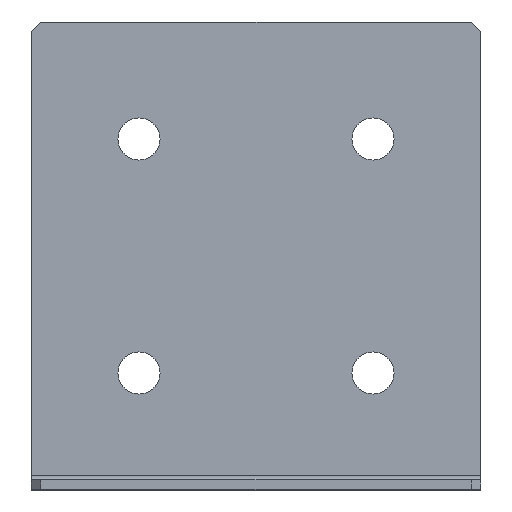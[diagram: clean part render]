
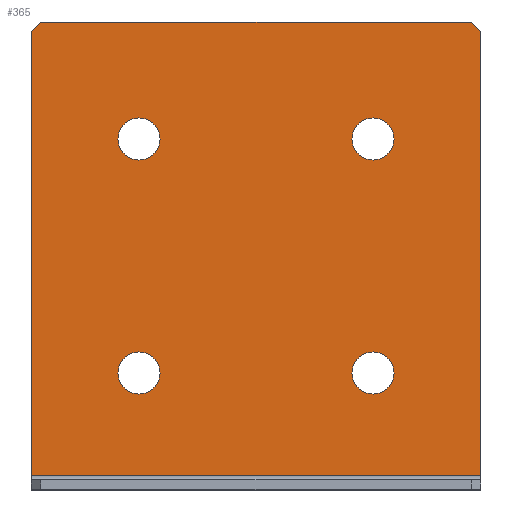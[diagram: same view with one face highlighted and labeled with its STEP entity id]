
A CAD part, top view. The second image highlights one B-rep face of the part: STEP entity #365.
In plain terms, the highlighted planar face has unit normal (0, 0, 1).
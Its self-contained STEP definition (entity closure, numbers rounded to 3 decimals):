
#9 = CARTESIAN_POINT ( 'NONE',  ( -29.5, 25., 2. ) ) ;
#15 = CARTESIAN_POINT ( 'NONE',  ( 25., 25., 2. ) ) ;
#18 = ORIENTED_EDGE ( 'NONE', *, *, #850, .F. ) ;
#26 = CARTESIAN_POINT ( 'NONE',  ( -20.5, 75., 2. ) ) ;
#58 = EDGE_CURVE ( 'NONE', #488, #924, #1008, .T. ) ;
#66 = AXIS2_PLACEMENT_3D ( 'NONE', #242, #673, #76 ) ;
#67 = AXIS2_PLACEMENT_3D ( 'NONE', #80, #926, #419 ) ;
#69 = AXIS2_PLACEMENT_3D ( 'NONE', #348, #435, #696 ) ;
#74 = VERTEX_POINT ( 'NONE', #161 ) ;
#76 = DIRECTION ( 'NONE',  ( 1., 0., 0. ) ) ;
#80 = CARTESIAN_POINT ( 'NONE',  ( 25., 75., 2. ) ) ;
#87 = EDGE_CURVE ( 'NONE', #924, #816, #765, .T. ) ;
#91 = VERTEX_POINT ( 'NONE', #590 ) ;
#97 = CARTESIAN_POINT ( 'NONE',  ( 29.5, 75., 2. ) ) ;
#101 = EDGE_CURVE ( 'NONE', #909, #989, #492, .T. ) ;
#102 = CIRCLE ( 'NONE', #733, 4.5 ) ;
#107 = ORIENTED_EDGE ( 'NONE', *, *, #957, .F. ) ;
#117 = EDGE_LOOP ( 'NONE', ( #233, #971 ) ) ;
#128 = LINE ( 'NONE', #804, #1028 ) ;
#131 = ORIENTED_EDGE ( 'NONE', *, *, #569, .F. ) ;
#133 = ORIENTED_EDGE ( 'NONE', *, *, #1010, .T. ) ;
#135 = ORIENTED_EDGE ( 'NONE', *, *, #58, .T. ) ;
#141 = FACE_BOUND ( 'NONE', #705, .T. ) ;
#155 = VECTOR ( 'NONE', #582, 1000. ) ;
#161 = CARTESIAN_POINT ( 'NONE',  ( 48., 3., 2. ) ) ;
#173 = CIRCLE ( 'NONE', #319, 4.5 ) ;
#182 = DIRECTION ( 'NONE',  ( 1., 0., 0. ) ) ;
#192 = CARTESIAN_POINT ( 'NONE',  ( 48., 3., 2. ) ) ;
#198 = CARTESIAN_POINT ( 'NONE',  ( 48., 98., 2. ) ) ;
#200 = EDGE_CURVE ( 'NONE', #631, #488, #281, .T. ) ;
#209 = CARTESIAN_POINT ( 'NONE',  ( -48., 3., 2. ) ) ;
#214 = DIRECTION ( 'NONE',  ( 0., 0., 1. ) ) ;
#233 = ORIENTED_EDGE ( 'NONE', *, *, #101, .F. ) ;
#242 = CARTESIAN_POINT ( 'NONE',  ( -25., 75., 2. ) ) ;
#278 = VERTEX_POINT ( 'NONE', #9 ) ;
#281 = LINE ( 'NONE', #198, #454 ) ;
#294 = CARTESIAN_POINT ( 'NONE',  ( 0., 0., 2. ) ) ;
#295 = EDGE_LOOP ( 'NONE', ( #107, #781 ) ) ;
#319 = AXIS2_PLACEMENT_3D ( 'NONE', #521, #885, #182 ) ;
#323 = ORIENTED_EDGE ( 'NONE', *, *, #200, .T. ) ;
#338 = CARTESIAN_POINT ( 'NONE',  ( 25., 75., 2. ) ) ;
#342 = DIRECTION ( 'NONE',  ( 0., 0., 1. ) ) ;
#348 = CARTESIAN_POINT ( 'NONE',  ( -25., 25., 2. ) ) ;
#358 = CARTESIAN_POINT ( 'NONE',  ( -46., 100., 2. ) ) ;
#365 = ADVANCED_FACE ( 'NONE', ( #649, #381, #817, #474, #141 ), #482, .F. ) ;
#381 = FACE_BOUND ( 'NONE', #295, .T. ) ;
#384 = CIRCLE ( 'NONE', #69, 4.5 ) ;
#386 = VERTEX_POINT ( 'NONE', #906 ) ;
#398 = DIRECTION ( 'NONE',  ( 0., 1., 0. ) ) ;
#411 = CARTESIAN_POINT ( 'NONE',  ( 48., 0., 2. ) ) ;
#419 = DIRECTION ( 'NONE',  ( 1., 0., 0. ) ) ;
#429 = DIRECTION ( 'NONE',  ( 1., 0., 0. ) ) ;
#435 = DIRECTION ( 'NONE',  ( 0., 0., 1. ) ) ;
#442 = CARTESIAN_POINT ( 'NONE',  ( -25., 25., 2. ) ) ;
#443 = DIRECTION ( 'NONE',  ( -0.707, 0.707, 0. ) ) ;
#446 = VERTEX_POINT ( 'NONE', #757 ) ;
#454 = VECTOR ( 'NONE', #443, 1000. ) ;
#466 = DIRECTION ( 'NONE',  ( 0., -1., 0. ) ) ;
#469 = ORIENTED_EDGE ( 'NONE', *, *, #87, .T. ) ;
#474 = FACE_BOUND ( 'NONE', #117, .T. ) ;
#480 = CARTESIAN_POINT ( 'NONE',  ( -29.5, 75., 2. ) ) ;
#482 = PLANE ( 'NONE',  #803 ) ;
#486 = EDGE_CURVE ( 'NONE', #74, #631, #1035, .T. ) ;
#488 = VERTEX_POINT ( 'NONE', #671 ) ;
#492 = CIRCLE ( 'NONE', #66, 4.5 ) ;
#498 = CARTESIAN_POINT ( 'NONE',  ( -46., 100., 2. ) ) ;
#504 = EDGE_CURVE ( 'NONE', #446, #860, #1040, .T. ) ;
#520 = DIRECTION ( 'NONE',  ( 0., 0., 1. ) ) ;
#521 = CARTESIAN_POINT ( 'NONE',  ( 25., 25., 2. ) ) ;
#525 = CARTESIAN_POINT ( 'NONE',  ( 48., 98., 2. ) ) ;
#549 = AXIS2_PLACEMENT_3D ( 'NONE', #15, #342, #955 ) ;
#553 = DIRECTION ( 'NONE',  ( 1., 0., 0. ) ) ;
#569 = EDGE_CURVE ( 'NONE', #386, #1058, #879, .T. ) ;
#582 = DIRECTION ( 'NONE',  ( -0.707, -0.707, 0. ) ) ;
#584 = AXIS2_PLACEMENT_3D ( 'NONE', #1122, #520, #605 ) ;
#588 = EDGE_CURVE ( 'NONE', #989, #909, #768, .T. ) ;
#590 = CARTESIAN_POINT ( 'NONE',  ( -20.5, 25., 2. ) ) ;
#605 = DIRECTION ( 'NONE',  ( 1., 0., 0. ) ) ;
#606 = DIRECTION ( 'NONE',  ( -1., 0., 0. ) ) ;
#612 = EDGE_CURVE ( 'NONE', #278, #91, #384, .T. ) ;
#623 = CARTESIAN_POINT ( 'NONE',  ( -48., 98., 2. ) ) ;
#630 = DIRECTION ( 'NONE',  ( -1., 0., 0. ) ) ;
#631 = VERTEX_POINT ( 'NONE', #525 ) ;
#649 = FACE_BOUND ( 'NONE', #756, .T. ) ;
#652 = ORIENTED_EDGE ( 'NONE', *, *, #612, .F. ) ;
#660 = ORIENTED_EDGE ( 'NONE', *, *, #486, .T. ) ;
#671 = CARTESIAN_POINT ( 'NONE',  ( 46., 100., 2. ) ) ;
#673 = DIRECTION ( 'NONE',  ( 0., 0., 1. ) ) ;
#696 = DIRECTION ( 'NONE',  ( 1., 0., 0. ) ) ;
#705 = EDGE_LOOP ( 'NONE', ( #958, #652 ) ) ;
#712 = VECTOR ( 'NONE', #606, 1000. ) ;
#733 = AXIS2_PLACEMENT_3D ( 'NONE', #442, #793, #429 ) ;
#735 = CIRCLE ( 'NONE', #1043, 4.5 ) ;
#756 = EDGE_LOOP ( 'NONE', ( #131, #1036 ) ) ;
#757 = CARTESIAN_POINT ( 'NONE',  ( 20.5, 75., 2. ) ) ;
#765 = LINE ( 'NONE', #498, #155 ) ;
#768 = CIRCLE ( 'NONE', #584, 4.5 ) ;
#781 = ORIENTED_EDGE ( 'NONE', *, *, #504, .F. ) ;
#793 = DIRECTION ( 'NONE',  ( 0., 0., 1. ) ) ;
#803 = AXIS2_PLACEMENT_3D ( 'NONE', #294, #812, #630 ) ;
#804 = CARTESIAN_POINT ( 'NONE',  ( -48., 0., 2. ) ) ;
#812 = DIRECTION ( 'NONE',  ( 0., 0., -1. ) ) ;
#816 = VERTEX_POINT ( 'NONE', #623 ) ;
#817 = FACE_OUTER_BOUND ( 'NONE', #842, .T. ) ;
#833 = EDGE_CURVE ( 'NONE', #91, #278, #102, .T. ) ;
#842 = EDGE_LOOP ( 'NONE', ( #660, #323, #135, #469, #133, #18 ) ) ;
#850 = EDGE_CURVE ( 'NONE', #74, #1018, #970, .T. ) ;
#856 = EDGE_CURVE ( 'NONE', #1058, #386, #173, .T. ) ;
#860 = VERTEX_POINT ( 'NONE', #97 ) ;
#879 = CIRCLE ( 'NONE', #549, 4.5 ) ;
#885 = DIRECTION ( 'NONE',  ( 0., 0., 1. ) ) ;
#906 = CARTESIAN_POINT ( 'NONE',  ( 29.5, 25., 2. ) ) ;
#909 = VERTEX_POINT ( 'NONE', #26 ) ;
#924 = VERTEX_POINT ( 'NONE', #358 ) ;
#926 = DIRECTION ( 'NONE',  ( 0., 0., 1. ) ) ;
#927 = CARTESIAN_POINT ( 'NONE',  ( -48., 100., 2. ) ) ;
#931 = DIRECTION ( 'NONE',  ( -1., 0., 0. ) ) ;
#947 = VECTOR ( 'NONE', #931, 1000. ) ;
#948 = VECTOR ( 'NONE', #398, 1000. ) ;
#955 = DIRECTION ( 'NONE',  ( 1., 0., 0. ) ) ;
#957 = EDGE_CURVE ( 'NONE', #860, #446, #735, .T. ) ;
#958 = ORIENTED_EDGE ( 'NONE', *, *, #833, .F. ) ;
#970 = LINE ( 'NONE', #192, #712 ) ;
#971 = ORIENTED_EDGE ( 'NONE', *, *, #588, .F. ) ;
#989 = VERTEX_POINT ( 'NONE', #480 ) ;
#1008 = LINE ( 'NONE', #927, #947 ) ;
#1010 = EDGE_CURVE ( 'NONE', #816, #1018, #128, .T. ) ;
#1018 = VERTEX_POINT ( 'NONE', #209 ) ;
#1028 = VECTOR ( 'NONE', #466, 1000. ) ;
#1035 = LINE ( 'NONE', #411, #948 ) ;
#1036 = ORIENTED_EDGE ( 'NONE', *, *, #856, .F. ) ;
#1040 = CIRCLE ( 'NONE', #67, 4.5 ) ;
#1043 = AXIS2_PLACEMENT_3D ( 'NONE', #338, #214, #553 ) ;
#1058 = VERTEX_POINT ( 'NONE', #1090 ) ;
#1090 = CARTESIAN_POINT ( 'NONE',  ( 20.5, 25., 2. ) ) ;
#1122 = CARTESIAN_POINT ( 'NONE',  ( -25., 75., 2. ) ) ;
